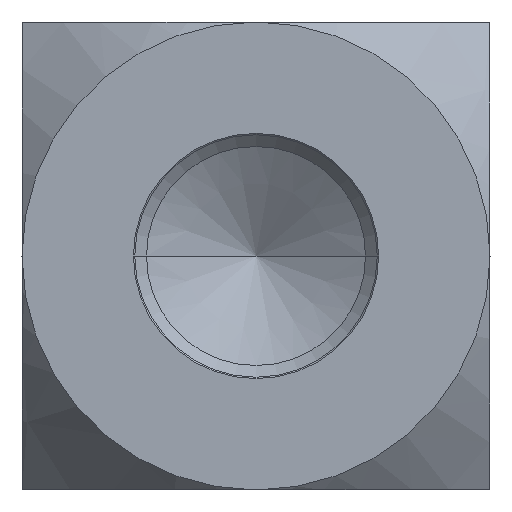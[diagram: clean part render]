
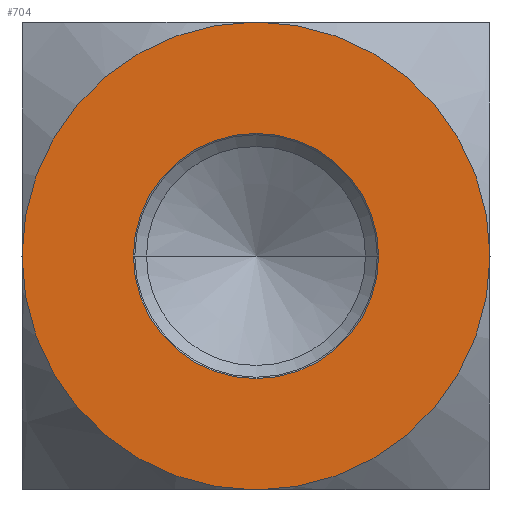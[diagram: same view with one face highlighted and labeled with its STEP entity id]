
A CAD part, left-side view. The second image highlights one B-rep face of the part: STEP entity #704.
In plain terms, the highlighted planar face has unit normal (-1, 0, 0).
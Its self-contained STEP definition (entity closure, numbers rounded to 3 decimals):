
#136=CARTESIAN_POINT('',(-69.85,0.,-12.7));
#218=CARTESIAN_POINT('',(-69.85,0.,12.7));
#266=CARTESIAN_POINT('',(-69.85,-12.7,0.));
#323=CARTESIAN_POINT('',(-69.85,12.7,0.));
#334=CARTESIAN_POINT('',(-69.85,0.,0.));
#335=DIRECTION('',(-1.,0.,0.));
#336=DIRECTION('',(0.,1.,0.));
#337=AXIS2_PLACEMENT_3D('',#334,#335,#336);
#339=CARTESIAN_POINT('',(-69.85,0.,0.));
#340=DIRECTION('',(-1.,0.,0.));
#341=DIRECTION('',(0.,0.,1.));
#342=AXIS2_PLACEMENT_3D('',#339,#340,#341);
#344=CARTESIAN_POINT('',(-69.85,0.,0.));
#345=DIRECTION('',(-1.,0.,0.));
#346=DIRECTION('',(0.,-1.,0.));
#347=AXIS2_PLACEMENT_3D('',#344,#345,#346);
#349=CARTESIAN_POINT('',(-69.85,0.,0.));
#350=DIRECTION('',(-1.,0.,0.));
#351=DIRECTION('',(0.,0.,-1.));
#352=AXIS2_PLACEMENT_3D('',#349,#350,#351);
#354=CARTESIAN_POINT('',(-69.85,0.,0.));
#355=DIRECTION('',(-1.,0.,0.));
#356=DIRECTION('',(0.,1.,0.));
#357=AXIS2_PLACEMENT_3D('',#354,#355,#356);
#359=CARTESIAN_POINT('',(-69.85,0.,0.));
#360=DIRECTION('',(-1.,0.,0.));
#361=DIRECTION('',(0.,-1.,0.));
#362=AXIS2_PLACEMENT_3D('',#359,#360,#361);
#456=VERTEX_POINT('',#136);
#462=VERTEX_POINT('',#218);
#465=VERTEX_POINT('',#266);
#468=VERTEX_POINT('',#323);
#493=CARTESIAN_POINT('',(-69.85,6.655,0.));
#494=CARTESIAN_POINT('',(-69.85,-6.655,0.));
#495=VERTEX_POINT('',#493);
#496=VERTEX_POINT('',#494);
#687=CARTESIAN_POINT('',(-69.85,12.7,-12.7));
#688=DIRECTION('',(-1.,0.,0.));
#689=DIRECTION('',(0.,-1.,0.));
#690=AXIS2_PLACEMENT_3D('',#687,#688,#689);
#691=PLANE('',#690);
#692=ORIENTED_EDGE('',*,*,#631,.F.);
#693=ORIENTED_EDGE('',*,*,#681,.F.);
#694=ORIENTED_EDGE('',*,*,#670,.F.);
#695=ORIENTED_EDGE('',*,*,#642,.F.);
#696=EDGE_LOOP('',(#692,#693,#694,#695));
#697=FACE_OUTER_BOUND('',#696,.F.);
#699=ORIENTED_EDGE('',*,*,#698,.T.);
#701=ORIENTED_EDGE('',*,*,#700,.T.);
#702=EDGE_LOOP('',(#699,#701));
#703=FACE_BOUND('',#702,.F.);
#704=ADVANCED_FACE('',(#697,#703),#691,.T.);
#338=CIRCLE('',#337,12.7);
#343=CIRCLE('',#342,12.7);
#348=CIRCLE('',#347,12.7);
#353=CIRCLE('',#352,12.7);
#358=CIRCLE('',#357,6.655);
#363=CIRCLE('',#362,6.655);
#631=EDGE_CURVE('',#468,#456,#338,.T.);
#642=EDGE_CURVE('',#456,#465,#353,.T.);
#670=EDGE_CURVE('',#465,#462,#348,.T.);
#681=EDGE_CURVE('',#462,#468,#343,.T.);
#698=EDGE_CURVE('',#495,#496,#358,.T.);
#700=EDGE_CURVE('',#496,#495,#363,.T.);
